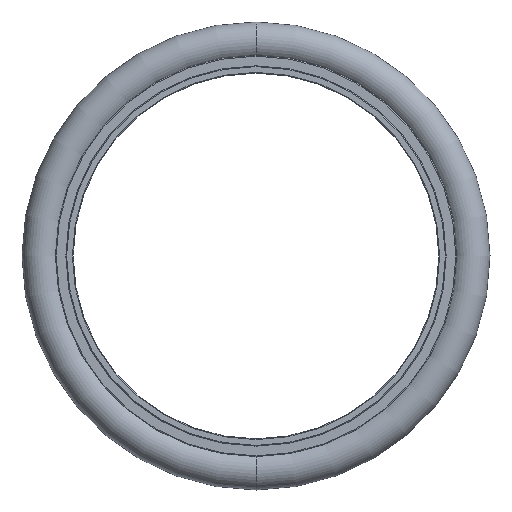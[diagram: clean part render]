
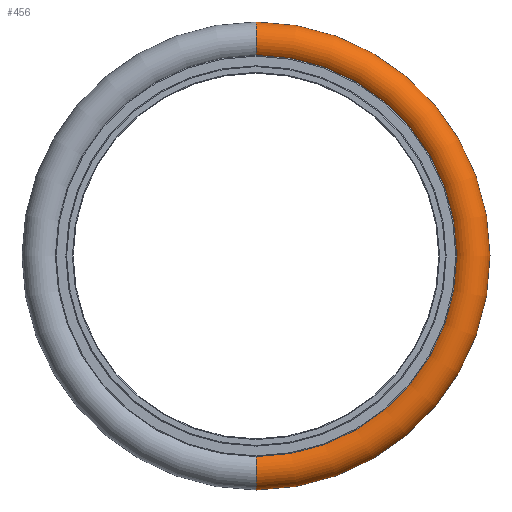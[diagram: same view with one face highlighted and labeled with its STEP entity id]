
A CAD part, front view. The second image highlights one B-rep face of the part: STEP entity #456.
In plain terms, the highlighted toroidal (fillet/blend) face has major radius 29.335 mm and minor radius 2.665 mm.
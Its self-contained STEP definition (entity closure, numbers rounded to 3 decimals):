
#77 = ORIENTED_EDGE ( 'NONE', *, *, #136, .F. ) ;
#85 = EDGE_CURVE ( 'NONE', #770, #255, #276, .T. ) ;
#89 = CARTESIAN_POINT ( 'NONE',  ( 0., 0., 32. ) ) ;
#104 = CARTESIAN_POINT ( 'NONE',  ( 0., 0., 29.335 ) ) ;
#109 = DIRECTION ( 'NONE',  ( 0., 0., 1. ) ) ;
#118 = AXIS2_PLACEMENT_3D ( 'NONE', #104, #251, #175 ) ;
#136 = EDGE_CURVE ( 'NONE', #514, #770, #448, .T. ) ;
#175 = DIRECTION ( 'NONE',  ( 0., 0., 1. ) ) ;
#242 = TOROIDAL_SURFACE ( 'NONE', #546, 29.335, 2.665 ) ;
#251 = DIRECTION ( 'NONE',  ( -1., 0., 0. ) ) ;
#255 = VERTEX_POINT ( 'NONE', #470 ) ;
#261 = CARTESIAN_POINT ( 'NONE',  ( 0., 0., 0. ) ) ;
#276 = CIRCLE ( 'NONE', #990, 32. ) ;
#371 = ORIENTED_EDGE ( 'NONE', *, *, #85, .F. ) ;
#404 = DIRECTION ( 'NONE',  ( 0., 1., 0. ) ) ;
#406 = CIRCLE ( 'NONE', #620, 2.665 ) ;
#407 = DIRECTION ( 'NONE',  ( 1., 0., 0. ) ) ;
#408 = DIRECTION ( 'NONE',  ( 0., 1., 0. ) ) ;
#448 = CIRCLE ( 'NONE', #118, 2.665 ) ;
#456 = ADVANCED_FACE ( 'NONE', ( #976 ), #242, .T. ) ;
#470 = CARTESIAN_POINT ( 'NONE',  ( 0., 0., -32. ) ) ;
#514 = VERTEX_POINT ( 'NONE', #973 ) ;
#515 = CIRCLE ( 'NONE', #725, 26.67 ) ;
#522 = VERTEX_POINT ( 'NONE', #904 ) ;
#546 = AXIS2_PLACEMENT_3D ( 'NONE', #866, #408, #944 ) ;
#564 = ORIENTED_EDGE ( 'NONE', *, *, #741, .T. ) ;
#604 = EDGE_LOOP ( 'NONE', ( #371, #77, #564, #941 ) ) ;
#620 = AXIS2_PLACEMENT_3D ( 'NONE', #942, #407, #868 ) ;
#713 = EDGE_CURVE ( 'NONE', #522, #255, #406, .T. ) ;
#719 = DIRECTION ( 'NONE',  ( 0., 1., 0. ) ) ;
#725 = AXIS2_PLACEMENT_3D ( 'NONE', #936, #404, #864 ) ;
#741 = EDGE_CURVE ( 'NONE', #514, #522, #515, .T. ) ;
#770 = VERTEX_POINT ( 'NONE', #89 ) ;
#864 = DIRECTION ( 'NONE',  ( 0., 0., 1. ) ) ;
#866 = CARTESIAN_POINT ( 'NONE',  ( 0., 0., 0. ) ) ;
#868 = DIRECTION ( 'NONE',  ( 0., 0., -1. ) ) ;
#904 = CARTESIAN_POINT ( 'NONE',  ( 0., 0., -26.67 ) ) ;
#936 = CARTESIAN_POINT ( 'NONE',  ( 0., 0., 0. ) ) ;
#941 = ORIENTED_EDGE ( 'NONE', *, *, #713, .T. ) ;
#942 = CARTESIAN_POINT ( 'NONE',  ( 0., 0., -29.335 ) ) ;
#944 = DIRECTION ( 'NONE',  ( 0., 0., 1. ) ) ;
#973 = CARTESIAN_POINT ( 'NONE',  ( 0., 0., 26.67 ) ) ;
#976 = FACE_OUTER_BOUND ( 'NONE', #604, .T. ) ;
#990 = AXIS2_PLACEMENT_3D ( 'NONE', #261, #719, #109 ) ;
